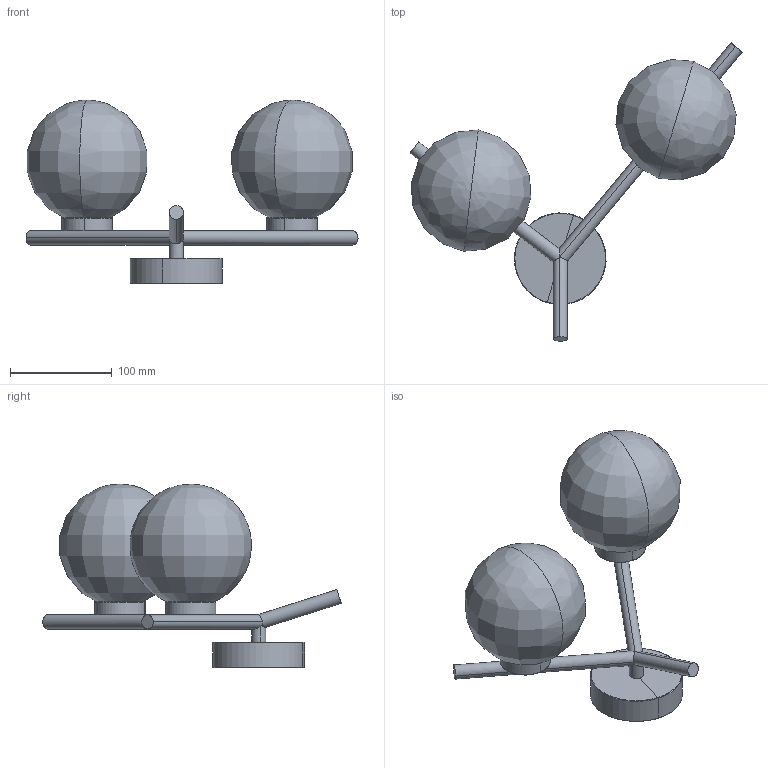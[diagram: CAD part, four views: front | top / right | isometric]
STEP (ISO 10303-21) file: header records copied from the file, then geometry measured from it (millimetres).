
FILE_DESCRIPTION(/* description */ (''),/* implementation_level */ '2;1');
FILE_NAME(/* name */ '1744.303_CAMELY',/* time_stamp */ '2023-01-24T16:15:59+01:00',/* author */ (''),/* organization */ (''),/* preprocessor_version */ 'ST-DEVELOPER v16.5',/* originating_system */ 'Rhino 7.15',/* authorisation */ '');
FILE_SCHEMA (('CONFIG_CONTROL_DESIGN'));
Length unit declared in the file: millimetre
Products named in the file (1): Document
Bounding box: 325.77 x 292.67 x 180.13 mm (x, y, z)
Volume: 551795.3 mm3; surface area: 243436.7 mm2
Topology: 8 solids, 9 shells, 57 faces, 135 edges, 95 vertices
Faces by surface type: bspline 28, cylinder 18, plane 11
Entity records: 1946 total; most frequent: CARTESIAN_POINT 1138, ORIENTED_EDGE 212, EDGE_CURVE 110, VERTEX_POINT 69, ADVANCED_FACE 57, FACE_OUTER_BOUND 57, EDGE_LOOP 57, B_SPLINE_CURVE_WITH_KNOTS 40
